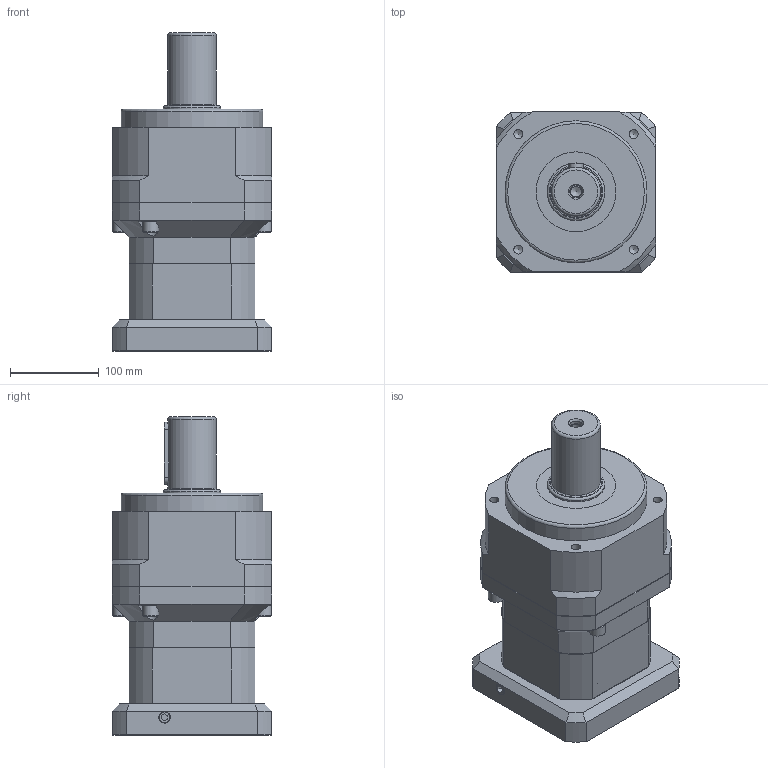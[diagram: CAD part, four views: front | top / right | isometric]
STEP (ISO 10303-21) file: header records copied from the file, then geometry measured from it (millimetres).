
FILE_DESCRIPTION((''),'2;1');
FILE_NAME('KSE-180-2.stp','2012-02-15T10:59:31',('young'),(''),'Autodesk Inventor 2012','Autodesk Inventor 2012','');
FILE_SCHEMA(('AUTOMOTIVE_DESIGN { 1 0 10303 214 1 1 1 1 }'));
Length unit declared in the file: millimetre
Products named in the file (1): KSE-180-2
Bounding box: 180 x 180 x 358.5 mm (x, y, z)
Volume: 6107345.2 mm3; surface area: 565718.8 mm2
Topology: 21 solids, 21 shells, 674 faces, 1599 edges, 1017 vertices
Faces by surface type: plane 361, cylinder 197, cone 87, torus 16, bspline 13
Full cylindrical faces by diameter (mm): 6.8 x4, 8.5 x12, 8.6 x1, 10 x5, 10.2 x8, 10.5 x8, 11 x1, 11.125 x2, 12 x5, 13 x2, 14 x5, 16 x5, 18 x4, 35.2 x1, 44.9 x1, 48.2 x1, 49.8 x1, 50 x1, 55 x1, 62 x1, 64.8 x1, 65 x1, 72 x2, 90 x2, 108 x1, 114.3 x1, 120 x2, 160 x1
Entity records: 19315 total; most frequent: CARTESIAN_POINT 4235, DIRECTION 3175, ORIENTED_EDGE 2818, EDGE_CURVE 1409, AXIS2_PLACEMENT_3D 1198, VERTEX_POINT 980, EDGE_LOOP 917, VECTOR 779
